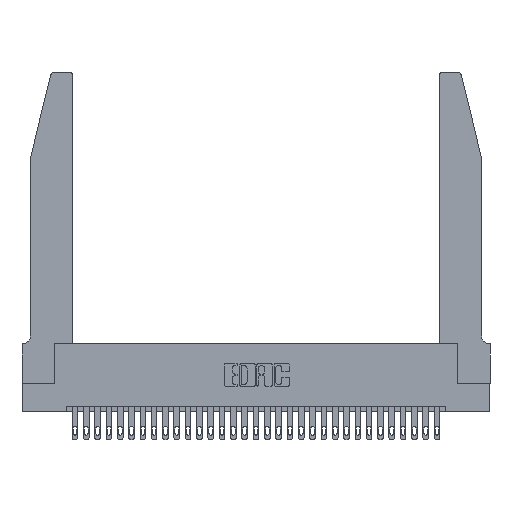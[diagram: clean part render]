
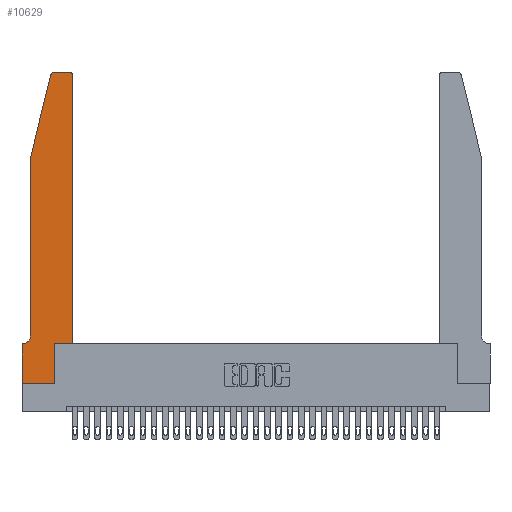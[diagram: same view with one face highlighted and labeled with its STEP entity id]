
A CAD part, top view. The second image highlights one B-rep face of the part: STEP entity #10629.
In plain terms, the highlighted planar face has unit normal (0, 0, 1).
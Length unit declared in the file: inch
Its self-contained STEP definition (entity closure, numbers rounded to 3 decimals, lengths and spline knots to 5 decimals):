
#104 = CARTESIAN_POINT ( 'NONE',  ( 0., 0., 0.37 ) ) ;
#131 = VERTEX_POINT ( 'NONE', #22436 ) ;
#548 = LINE ( 'NONE', #9005, #9027 ) ;
#1093 = VECTOR ( 'NONE', #8629, 39.37008 ) ;
#1094 = VERTEX_POINT ( 'NONE', #31551 ) ;
#1234 = VERTEX_POINT ( 'NONE', #25504 ) ;
#1236 = CARTESIAN_POINT ( 'NONE',  ( 0.2865, 0.35, 0.37 ) ) ;
#1801 = DIRECTION ( 'NONE',  ( 0., 0., 1. ) ) ;
#2632 = VECTOR ( 'NONE', #12442, 39.37008 ) ;
#2649 = EDGE_CURVE ( 'NONE', #5382, #31271, #21051, .T. ) ;
#3645 = LINE ( 'NONE', #17579, #30882 ) ;
#4831 = EDGE_CURVE ( 'NONE', #8866, #29933, #548, .T. ) ;
#5382 = VERTEX_POINT ( 'NONE', #7001 ) ;
#5517 = ORIENTED_EDGE ( 'NONE', *, *, #13120, .T. ) ;
#5813 = LINE ( 'NONE', #31758, #18111 ) ;
#6420 = ORIENTED_EDGE ( 'NONE', *, *, #30712, .T. ) ;
#6456 = ORIENTED_EDGE ( 'NONE', *, *, #21517, .T. ) ;
#6484 = DIRECTION ( 'NONE',  ( 0., 0., 1. ) ) ;
#7001 = CARTESIAN_POINT ( 'NONE',  ( 0.4505, 0.35, 0.37 ) ) ;
#7381 = CARTESIAN_POINT ( 'NONE',  ( 0.4505, 0.35, 0.37 ) ) ;
#8233 = CARTESIAN_POINT ( 'NONE',  ( 0., 0.35, 0.37 ) ) ;
#8629 = DIRECTION ( 'NONE',  ( 0., -1., 0. ) ) ;
#8866 = VERTEX_POINT ( 'NONE', #22668 ) ;
#9005 = CARTESIAN_POINT ( 'NONE',  ( 0.0755, 0.35, 0.37 ) ) ;
#9027 = VECTOR ( 'NONE', #21332, 39.37008 ) ;
#9854 = ORIENTED_EDGE ( 'NONE', *, *, #2649, .T. ) ;
#10205 = VECTOR ( 'NONE', #27123, 39.37008 ) ;
#10494 = ORIENTED_EDGE ( 'NONE', *, *, #30957, .T. ) ;
#10629 = ADVANCED_FACE ( 'NONE', ( #27799 ), #20005, .T. ) ;
#10691 = AXIS2_PLACEMENT_3D ( 'NONE', #25609, #31063, #23355 ) ;
#10755 = DIRECTION ( 'NONE',  ( 1., 0., 0. ) ) ;
#11086 = CARTESIAN_POINT ( 'NONE',  ( 0.284, 2.72, 0.37 ) ) ;
#11502 = DIRECTION ( 'NONE',  ( 1., 0., 0. ) ) ;
#11716 = EDGE_CURVE ( 'NONE', #14260, #8866, #29291, .T. ) ;
#12442 = DIRECTION ( 'NONE',  ( 0., 1., 0. ) ) ;
#12581 = DIRECTION ( 'NONE',  ( -1., 0., 0. ) ) ;
#12612 = ORIENTED_EDGE ( 'NONE', *, *, #19658, .T. ) ;
#12706 = CARTESIAN_POINT ( 'NONE',  ( 0., 0., 0.37 ) ) ;
#13120 = EDGE_CURVE ( 'NONE', #30723, #1234, #15439, .T. ) ;
#13443 = VECTOR ( 'NONE', #12581, 39.37008 ) ;
#13758 = CARTESIAN_POINT ( 'NONE',  ( 0.2865, 0., 0.37 ) ) ;
#14060 = VERTEX_POINT ( 'NONE', #16396 ) ;
#14260 = VERTEX_POINT ( 'NONE', #27900 ) ;
#14418 = ORIENTED_EDGE ( 'NONE', *, *, #23901, .T. ) ;
#14420 = LINE ( 'NONE', #12706, #30090 ) ;
#15159 = ORIENTED_EDGE ( 'NONE', *, *, #18831, .T. ) ;
#15439 = CIRCLE ( 'NONE', #30831, 0.03 ) ;
#15894 = CARTESIAN_POINT ( 'NONE',  ( 0.4505, 2.72, 0.37 ) ) ;
#16396 = CARTESIAN_POINT ( 'NONE',  ( 0.4205, 2.75, 0.37 ) ) ;
#16544 = DIRECTION ( 'NONE',  ( 0., 0., 1. ) ) ;
#16861 = CARTESIAN_POINT ( 'NONE',  ( 0.4205, 2.72, 0.37 ) ) ;
#16949 = VECTOR ( 'NONE', #27078, 39.37008 ) ;
#17248 = DIRECTION ( 'NONE',  ( 1., 0., 0. ) ) ;
#17579 = CARTESIAN_POINT ( 'NONE',  ( 0., 0., 0.37 ) ) ;
#18111 = VECTOR ( 'NONE', #17248, 39.37008 ) ;
#18481 = CARTESIAN_POINT ( 'NONE',  ( 0.284, 2.75, 0.37 ) ) ;
#18831 = EDGE_CURVE ( 'NONE', #1234, #1094, #28246, .T. ) ;
#19575 = EDGE_CURVE ( 'NONE', #29933, #21344, #14420, .T. ) ;
#19658 = EDGE_CURVE ( 'NONE', #21344, #27812, #3645, .T. ) ;
#20002 = ORIENTED_EDGE ( 'NONE', *, *, #11716, .T. ) ;
#20005 = PLANE ( 'NONE',  #31207 ) ;
#20079 = DIRECTION ( 'NONE',  ( 0., -1., 0. ) ) ;
#20691 = LINE ( 'NONE', #30703, #1093 ) ;
#21051 = LINE ( 'NONE', #7381, #2632 ) ;
#21075 = ORIENTED_EDGE ( 'NONE', *, *, #19575, .T. ) ;
#21332 = DIRECTION ( 'NONE',  ( -1., 0., 0. ) ) ;
#21344 = VERTEX_POINT ( 'NONE', #104 ) ;
#21447 = CIRCLE ( 'NONE', #24178, 0.03 ) ;
#21517 = EDGE_CURVE ( 'NONE', #131, #5382, #5813, .T. ) ;
#21700 = EDGE_CURVE ( 'NONE', #27812, #131, #23866, .T. ) ;
#22436 = CARTESIAN_POINT ( 'NONE',  ( 0.2865, 0.35, 0.37 ) ) ;
#22668 = CARTESIAN_POINT ( 'NONE',  ( 0.0055, 0.35, 0.37 ) ) ;
#22723 = DIRECTION ( 'NONE',  ( 1., 0., 0. ) ) ;
#23355 = DIRECTION ( 'NONE',  ( -1., 0., 0. ) ) ;
#23379 = LINE ( 'NONE', #26835, #13443 ) ;
#23866 = LINE ( 'NONE', #1236, #16949 ) ;
#23901 = EDGE_CURVE ( 'NONE', #31271, #14060, #21447, .T. ) ;
#24178 = AXIS2_PLACEMENT_3D ( 'NONE', #16861, #16544, #11502 ) ;
#25400 = EDGE_LOOP ( 'NONE', ( #10494, #5517, #15159, #6420, #20002, #26588, #21075, #12612, #27374, #6456, #9854, #14418 ) ) ;
#25504 = CARTESIAN_POINT ( 'NONE',  ( 0.25487, 2.72718, 0.37 ) ) ;
#25609 = CARTESIAN_POINT ( 'NONE',  ( 0.0055, 0.42, 0.37 ) ) ;
#25992 = DIRECTION ( 'NONE',  ( 1., 0., 0. ) ) ;
#26588 = ORIENTED_EDGE ( 'NONE', *, *, #4831, .T. ) ;
#26835 = CARTESIAN_POINT ( 'NONE',  ( 0.2605, 2.75, 0.37 ) ) ;
#26907 = CARTESIAN_POINT ( 'NONE',  ( 0.0755, 2., 0.37 ) ) ;
#27078 = DIRECTION ( 'NONE',  ( 0., 1., 0. ) ) ;
#27123 = DIRECTION ( 'NONE',  ( -0.239, -0.971, 0. ) ) ;
#27374 = ORIENTED_EDGE ( 'NONE', *, *, #21700, .T. ) ;
#27799 = FACE_OUTER_BOUND ( 'NONE', #25400, .T. ) ;
#27812 = VERTEX_POINT ( 'NONE', #13758 ) ;
#27900 = CARTESIAN_POINT ( 'NONE',  ( 0.0755, 0.42, 0.37 ) ) ;
#28246 = LINE ( 'NONE', #26907, #10205 ) ;
#29291 = CIRCLE ( 'NONE', #10691, 0.07 ) ;
#29933 = VERTEX_POINT ( 'NONE', #30314 ) ;
#30090 = VECTOR ( 'NONE', #20079, 39.37008 ) ;
#30314 = CARTESIAN_POINT ( 'NONE',  ( 0., 0.35, 0.37 ) ) ;
#30703 = CARTESIAN_POINT ( 'NONE',  ( 0.0755, 2., 0.37 ) ) ;
#30712 = EDGE_CURVE ( 'NONE', #1094, #14260, #20691, .T. ) ;
#30723 = VERTEX_POINT ( 'NONE', #18481 ) ;
#30831 = AXIS2_PLACEMENT_3D ( 'NONE', #11086, #6484, #25992 ) ;
#30882 = VECTOR ( 'NONE', #22723, 39.37008 ) ;
#30957 = EDGE_CURVE ( 'NONE', #14060, #30723, #23379, .T. ) ;
#31063 = DIRECTION ( 'NONE',  ( 0., 0., -1. ) ) ;
#31207 = AXIS2_PLACEMENT_3D ( 'NONE', #8233, #1801, #10755 ) ;
#31271 = VERTEX_POINT ( 'NONE', #15894 ) ;
#31551 = CARTESIAN_POINT ( 'NONE',  ( 0.0755, 2., 0.37 ) ) ;
#31758 = CARTESIAN_POINT ( 'NONE',  ( 0.4505, 0.35, 0.37 ) ) ;
